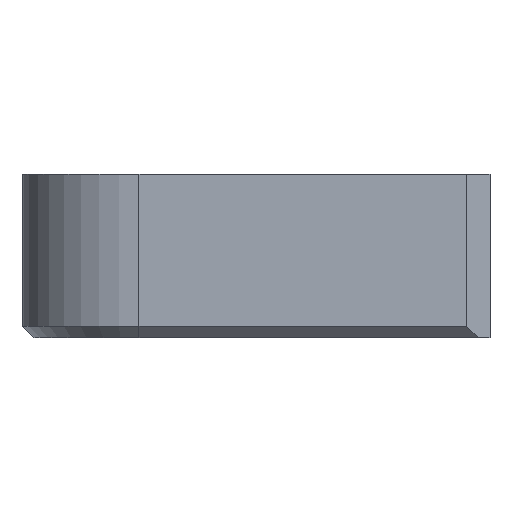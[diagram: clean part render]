
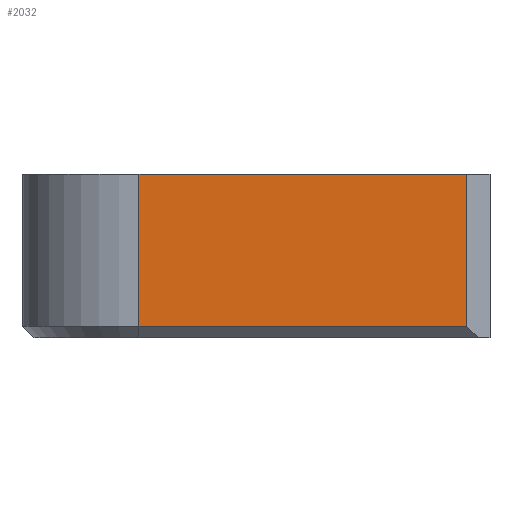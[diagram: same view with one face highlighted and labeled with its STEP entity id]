
A CAD part, left-side view. The second image highlights one B-rep face of the part: STEP entity #2032.
In plain terms, the highlighted planar face has unit normal (-1, 0, 0).
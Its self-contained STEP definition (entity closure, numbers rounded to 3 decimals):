
#186=FACE_OUTER_BOUND('',#310,.T.);
#310=EDGE_LOOP('',(#1671,#1672,#1673,#1674));
#496=LINE('',#3282,#728);
#514=LINE('',#3326,#746);
#517=LINE('',#3338,#749);
#518=LINE('',#3340,#750);
#728=VECTOR('',#2470,10.);
#746=VECTOR('',#2512,10.);
#749=VECTOR('',#2525,10.);
#750=VECTOR('',#2528,10.);
#947=VERTEX_POINT('',#3279);
#948=VERTEX_POINT('',#3281);
#961=VERTEX_POINT('',#3323);
#962=VERTEX_POINT('',#3325);
#1188=EDGE_CURVE('',#947,#948,#496,.T.);
#1210=EDGE_CURVE('',#962,#961,#514,.T.);
#1217=EDGE_CURVE('',#962,#947,#517,.T.);
#1218=EDGE_CURVE('',#948,#961,#518,.T.);
#1671=ORIENTED_EDGE('',*,*,#1188,.F.);
#1672=ORIENTED_EDGE('',*,*,#1217,.F.);
#1673=ORIENTED_EDGE('',*,*,#1210,.T.);
#1674=ORIENTED_EDGE('',*,*,#1218,.F.);
#1929=PLANE('',#2168);
#2032=ADVANCED_FACE('',(#186),#1929,.T.);
#2168=AXIS2_PLACEMENT_3D('',#3339,#2526,#2527);
#2470=DIRECTION('',(0.,1.,0.));
#2512=DIRECTION('',(0.,1.,0.));
#2525=DIRECTION('',(0.,0.,-1.));
#2526=DIRECTION('center_axis',(-1.,0.,0.));
#2527=DIRECTION('ref_axis',(0.,1.,0.));
#2528=DIRECTION('',(0.,0.,1.));
#3279=CARTESIAN_POINT('',(-38.,6.,-2.5));
#3281=CARTESIAN_POINT('',(-38.,20.,-2.5));
#3282=CARTESIAN_POINT('',(-38.,10.,-2.5));
#3323=CARTESIAN_POINT('',(-38.,20.,4.));
#3325=CARTESIAN_POINT('',(-38.,6.,4.));
#3326=CARTESIAN_POINT('',(-38.,5.,4.));
#3338=CARTESIAN_POINT('',(-38.,6.,4.));
#3339=CARTESIAN_POINT('Origin',(-38.,5.,4.));
#3340=CARTESIAN_POINT('',(-38.,20.,4.));
